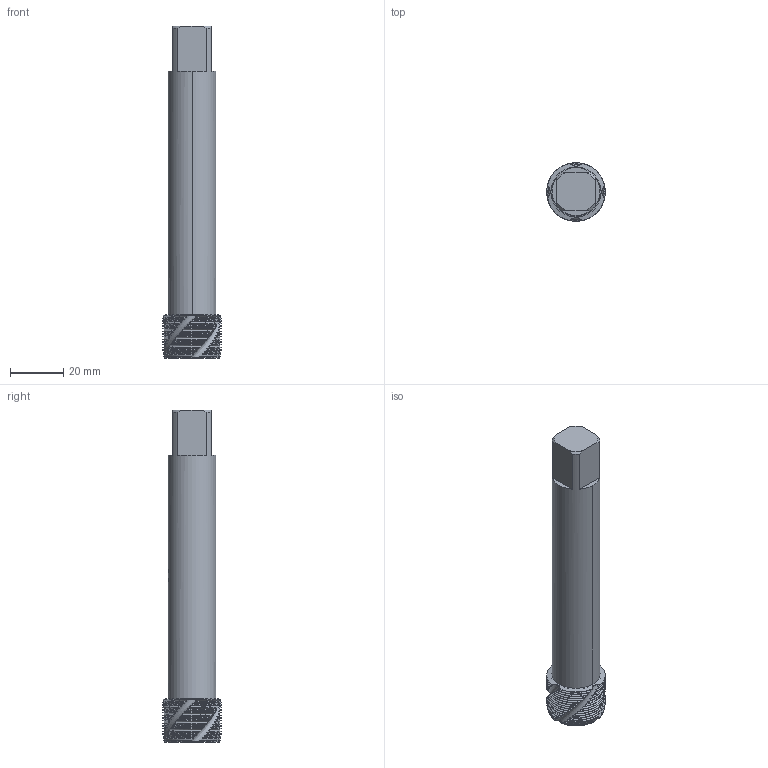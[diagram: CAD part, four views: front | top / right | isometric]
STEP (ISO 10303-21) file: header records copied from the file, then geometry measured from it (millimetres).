
FILE_DESCRIPTION(('no description'),'unknown implementation level');
FILE_NAME('solidI4wj02rlyhLt_BZZGn36B50aFmg_1.STP',' ',('CIM GmbH Aachen'),('CADClick - KiM GmbH - www.kimweb.de'),'unknown preprocess','ACIS','unknown authorization');
FILE_SCHEMA(('automotive_design'));
Length unit declared in the file: millimetre
Products named in the file (2): 1; 2
Bounding box: 22 x 22 x 125 mm (x, y, z)
Volume: 32449.5 mm3; surface area: 10590.8 mm2
Topology: 2 solids, 2 shells, 417 faces, 1189 edges, 776 vertices
Faces by surface type: cone 206, cylinder 182, plane 17, bspline 8, revolution 4
Entity records: 33340 total; most frequent: CARTESIAN_POINT 10029, STYLED_ITEM 2384, PRESENTATION_STYLE_ASSIGNMENT 2384, COLOUR_RGB 2384, ORIENTED_EDGE 2378, DIRECTION 1883, EDGE_CURVE 1189, CURVE_STYLE 1189
